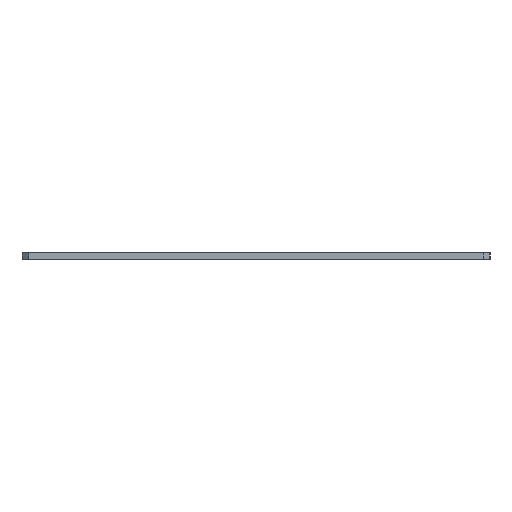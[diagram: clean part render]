
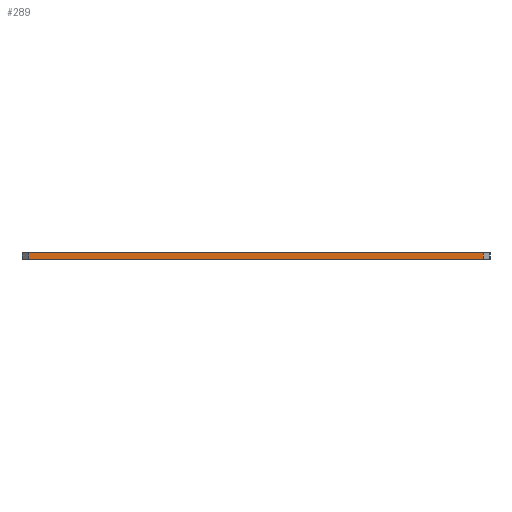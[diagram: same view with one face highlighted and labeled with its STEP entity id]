
A CAD part, front view. The second image highlights one B-rep face of the part: STEP entity #289.
In plain terms, the highlighted planar face has unit normal (0, -1, 0).
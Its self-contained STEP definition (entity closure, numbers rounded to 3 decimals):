
#33 = CARTESIAN_POINT ( 'NONE',  ( 65.5, -135., 0. ) ) ;
#36 = VERTEX_POINT ( 'NONE', #556 ) ;
#39 = DIRECTION ( 'NONE',  ( 0., 1., 0. ) ) ;
#58 = VECTOR ( 'NONE', #94, 1000. ) ;
#89 = CARTESIAN_POINT ( 'NONE',  ( -67.5, -135., 0. ) ) ;
#94 = DIRECTION ( 'NONE',  ( -1., 0., 0. ) ) ;
#123 = EDGE_CURVE ( 'NONE', #504, #488, #568, .T. ) ;
#141 = EDGE_CURVE ( 'NONE', #36, #585, #611, .T. ) ;
#187 = ORIENTED_EDGE ( 'NONE', *, *, #123, .T. ) ;
#188 = DIRECTION ( 'NONE',  ( 0., 0., 1. ) ) ;
#190 = ORIENTED_EDGE ( 'NONE', *, *, #249, .F. ) ;
#202 = CARTESIAN_POINT ( 'NONE',  ( -67.5, -135., -2. ) ) ;
#228 = VECTOR ( 'NONE', #455, 1000. ) ;
#249 = EDGE_CURVE ( 'NONE', #36, #488, #698, .T. ) ;
#251 = ORIENTED_EDGE ( 'NONE', *, *, #141, .T. ) ;
#289 = ADVANCED_FACE ( 'NONE', ( #693 ), #421, .F. ) ;
#303 = CARTESIAN_POINT ( 'NONE',  ( -65.5, -135., 0. ) ) ;
#415 = ORIENTED_EDGE ( 'NONE', *, *, #474, .T. ) ;
#421 = PLANE ( 'NONE',  #444 ) ;
#444 = AXIS2_PLACEMENT_3D ( 'NONE', #202, #39, #640 ) ;
#455 = DIRECTION ( 'NONE',  ( 0., 0., -1. ) ) ;
#460 = CARTESIAN_POINT ( 'NONE',  ( -65.5, -135., -2. ) ) ;
#474 = EDGE_CURVE ( 'NONE', #585, #504, #575, .T. ) ;
#488 = VERTEX_POINT ( 'NONE', #460 ) ;
#504 = VERTEX_POINT ( 'NONE', #303 ) ;
#515 = CARTESIAN_POINT ( 'NONE',  ( 65.5, -135., -2. ) ) ;
#556 = CARTESIAN_POINT ( 'NONE',  ( 65.5, -135., -2. ) ) ;
#568 = LINE ( 'NONE', #574, #228 ) ;
#574 = CARTESIAN_POINT ( 'NONE',  ( -65.5, -135., -2. ) ) ;
#575 = LINE ( 'NONE', #89, #658 ) ;
#585 = VERTEX_POINT ( 'NONE', #33 ) ;
#589 = CARTESIAN_POINT ( 'NONE',  ( -67.5, -135., -2. ) ) ;
#606 = EDGE_LOOP ( 'NONE', ( #415, #187, #190, #251 ) ) ;
#611 = LINE ( 'NONE', #515, #694 ) ;
#625 = DIRECTION ( 'NONE',  ( -1., 0., 0. ) ) ;
#640 = DIRECTION ( 'NONE',  ( 0., 0., 1. ) ) ;
#658 = VECTOR ( 'NONE', #625, 1000. ) ;
#693 = FACE_OUTER_BOUND ( 'NONE', #606, .T. ) ;
#694 = VECTOR ( 'NONE', #188, 1000. ) ;
#698 = LINE ( 'NONE', #589, #58 ) ;
